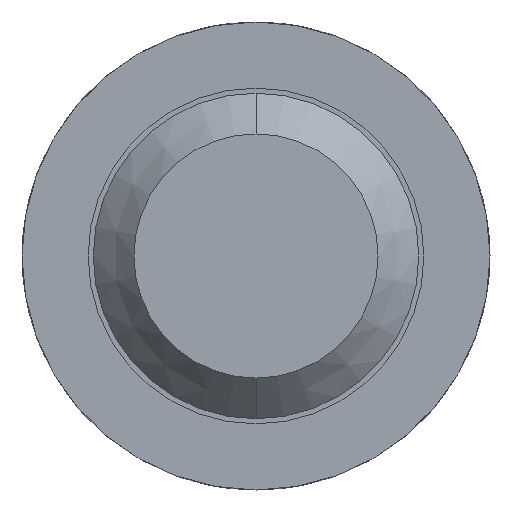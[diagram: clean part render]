
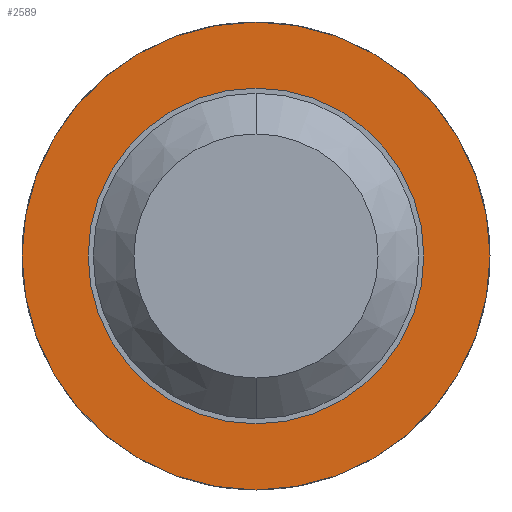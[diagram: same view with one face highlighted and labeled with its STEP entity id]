
A CAD part, front view. The second image highlights one B-rep face of the part: STEP entity #2589.
In plain terms, the highlighted planar face has unit normal (0, -1, 0).
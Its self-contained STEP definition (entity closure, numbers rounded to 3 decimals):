
#86 = EDGE_LOOP ( 'NONE', ( #1690, #243 ) ) ;
#115 = CARTESIAN_POINT ( 'NONE',  ( 0., -1.5, 0. ) ) ;
#243 = ORIENTED_EDGE ( 'NONE', *, *, #1995, .F. ) ;
#474 = DIRECTION ( 'NONE',  ( 0., 1., 0. ) ) ;
#483 = FACE_OUTER_BOUND ( 'NONE', #86, .T. ) ;
#640 = VERTEX_POINT ( 'NONE', #2752 ) ;
#991 = AXIS2_PLACEMENT_3D ( 'NONE', #3996, #2208, #1084 ) ;
#1084 = DIRECTION ( 'NONE',  ( 0., 0., 1. ) ) ;
#1248 = CARTESIAN_POINT ( 'NONE',  ( 0., -1.5, 0. ) ) ;
#1400 = CARTESIAN_POINT ( 'NONE',  ( 0., -1.5, -0.825 ) ) ;
#1468 = VERTEX_POINT ( 'NONE', #2910 ) ;
#1575 = CIRCLE ( 'NONE', #991, 1.15 ) ;
#1690 = ORIENTED_EDGE ( 'NONE', *, *, #2800, .F. ) ;
#1720 = ORIENTED_EDGE ( 'NONE', *, *, #2536, .T. ) ;
#1907 = AXIS2_PLACEMENT_3D ( 'NONE', #115, #474, #1959 ) ;
#1916 = CIRCLE ( 'NONE', #1907, 1.15 ) ;
#1959 = DIRECTION ( 'NONE',  ( 0., 0., 1. ) ) ;
#1995 = EDGE_CURVE ( 'Defeature ausgef�hrt4_44+Defeature ausgef�hrt4_48+Defeature ausgef�hrt4_48+Defeature ausgef�hrt4_48', #2562, #640, #1916, .T. ) ;
#2155 = VERTEX_POINT ( 'NONE', #1400 ) ;
#2208 = DIRECTION ( 'NONE',  ( 0., 1., 0. ) ) ;
#2398 = DIRECTION ( 'NONE',  ( 0., 0., 1. ) ) ;
#2412 = PLANE ( 'NONE',  #2578 ) ;
#2426 = DIRECTION ( 'NONE',  ( 0., 1., 0. ) ) ;
#2536 = EDGE_CURVE ( 'Defeature ausgef�hrt4_48+Defeature ausgef�hrt4_47+Defeature ausgef�hrt4_47+Defeature ausgef�hrt4_47', #1468, #2155, #3149, .T. ) ;
#2562 = VERTEX_POINT ( 'NONE', #3130 ) ;
#2578 = AXIS2_PLACEMENT_3D ( 'NONE', #3484, #4189, #2398 ) ;
#2589 = ADVANCED_FACE ( 'Defeature ausgef�hrt4_48', ( #483, #2771 ), #2412, .F. ) ;
#2606 = ORIENTED_EDGE ( 'NONE', *, *, #2979, .T. ) ;
#2752 = CARTESIAN_POINT ( 'NONE',  ( 0., -1.5, 1.15 ) ) ;
#2771 = FACE_BOUND ( 'NONE', #2919, .T. ) ;
#2800 = EDGE_CURVE ( 'Defeature ausgef�hrt4_44+Defeature ausgef�hrt4_48+Defeature ausgef�hrt4_48+Defeature ausgef�hrt4_48', #640, #2562, #1575, .T. ) ;
#2848 = CARTESIAN_POINT ( 'NONE',  ( 0., -1.5, 0. ) ) ;
#2910 = CARTESIAN_POINT ( 'NONE',  ( 0., -1.5, 0.825 ) ) ;
#2919 = EDGE_LOOP ( 'NONE', ( #1720, #2606 ) ) ;
#2979 = EDGE_CURVE ( 'Defeature ausgef�hrt4_48+Defeature ausgef�hrt4_47+Defeature ausgef�hrt4_47+Defeature ausgef�hrt4_47', #2155, #1468, #4466, .T. ) ;
#3130 = CARTESIAN_POINT ( 'NONE',  ( 0., -1.5, -1.15 ) ) ;
#3149 = CIRCLE ( 'NONE', #4434, 0.825 ) ;
#3244 = DIRECTION ( 'NONE',  ( 0., 0., 1. ) ) ;
#3425 = AXIS2_PLACEMENT_3D ( 'NONE', #2848, #4322, #3244 ) ;
#3474 = DIRECTION ( 'NONE',  ( 0., 0., 1. ) ) ;
#3484 = CARTESIAN_POINT ( 'NONE',  ( 0.825, -1.5, 0. ) ) ;
#3996 = CARTESIAN_POINT ( 'NONE',  ( 0., -1.5, 0. ) ) ;
#4189 = DIRECTION ( 'NONE',  ( 0., 1., 0. ) ) ;
#4322 = DIRECTION ( 'NONE',  ( 0., 1., 0. ) ) ;
#4434 = AXIS2_PLACEMENT_3D ( 'NONE', #1248, #2426, #3474 ) ;
#4466 = CIRCLE ( 'NONE', #3425, 0.825 ) ;
